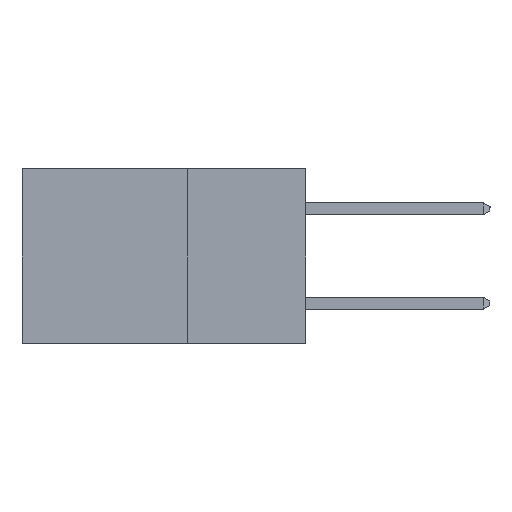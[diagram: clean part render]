
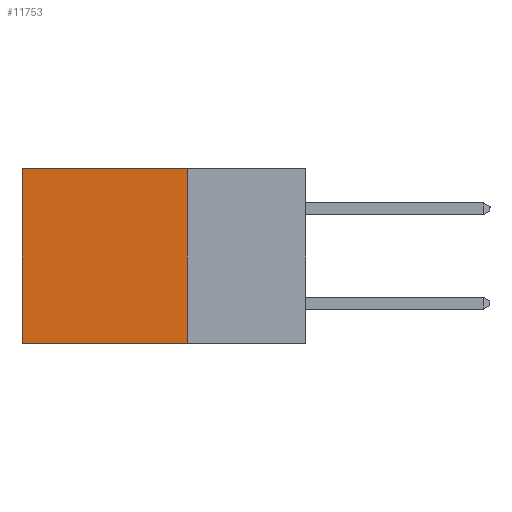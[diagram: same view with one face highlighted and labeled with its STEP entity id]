
A CAD part, left-side view. The second image highlights one B-rep face of the part: STEP entity #11753.
In plain terms, the highlighted planar face has unit normal (-1, 0, 0).
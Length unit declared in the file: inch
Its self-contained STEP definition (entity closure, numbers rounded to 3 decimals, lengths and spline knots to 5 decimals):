
#310 = ORIENTED_EDGE ( 'NONE', *, *, #10217, .F. ) ;
#1713 = AXIS2_PLACEMENT_3D ( 'NONE', #11175, #8984, #1879 ) ;
#1879 = DIRECTION ( 'NONE',  ( 0., 0., -1. ) ) ;
#2214 = CARTESIAN_POINT ( 'NONE',  ( 0.2615, 0.25, 0. ) ) ;
#2942 = VERTEX_POINT ( 'NONE', #12255 ) ;
#3235 = VECTOR ( 'NONE', #13616, 39.37008 ) ;
#4105 = ORIENTED_EDGE ( 'NONE', *, *, #4730, .F. ) ;
#4730 = EDGE_CURVE ( 'NONE', #6753, #13289, #14654, .T. ) ;
#5660 = LINE ( 'NONE', #12840, #6118 ) ;
#5894 = DIRECTION ( 'NONE',  ( 0., 0., -1. ) ) ;
#5917 = CARTESIAN_POINT ( 'NONE',  ( 0.2615, 0.25, 0. ) ) ;
#6118 = VECTOR ( 'NONE', #5894, 39.37008 ) ;
#6645 = EDGE_CURVE ( 'NONE', #11026, #2942, #9160, .T. ) ;
#6753 = VERTEX_POINT ( 'NONE', #11783 ) ;
#6755 = CARTESIAN_POINT ( 'NONE',  ( 0.2615, 0.6, -0.37 ) ) ;
#7446 = ORIENTED_EDGE ( 'NONE', *, *, #12012, .T. ) ;
#7633 = PLANE ( 'NONE',  #1713 ) ;
#7949 = DIRECTION ( 'NONE',  ( 0., 1., 0. ) ) ;
#8243 = VECTOR ( 'NONE', #14785, 39.37008 ) ;
#8769 = FACE_OUTER_BOUND ( 'NONE', #12365, .T. ) ;
#8984 = DIRECTION ( 'NONE',  ( 1., 0., 0. ) ) ;
#9160 = LINE ( 'NONE', #2214, #11723 ) ;
#9355 = LINE ( 'NONE', #13950, #8243 ) ;
#10217 = EDGE_CURVE ( 'NONE', #11026, #6753, #5660, .T. ) ;
#11026 = VERTEX_POINT ( 'NONE', #5917 ) ;
#11175 = CARTESIAN_POINT ( 'NONE',  ( 0.2615, 0.25, -0.37 ) ) ;
#11723 = VECTOR ( 'NONE', #7949, 39.37008 ) ;
#11753 = ADVANCED_FACE ( 'NONE', ( #8769 ), #7633, .F. ) ;
#11783 = CARTESIAN_POINT ( 'NONE',  ( 0.2615, 0.25, -0.37 ) ) ;
#12012 = EDGE_CURVE ( 'NONE', #2942, #13289, #9355, .T. ) ;
#12255 = CARTESIAN_POINT ( 'NONE',  ( 0.2615, 0.6, 0. ) ) ;
#12365 = EDGE_LOOP ( 'NONE', ( #7446, #4105, #310, #14487 ) ) ;
#12399 = CARTESIAN_POINT ( 'NONE',  ( 0.2615, 0.25, -0.37 ) ) ;
#12840 = CARTESIAN_POINT ( 'NONE',  ( 0.2615, 0.25, -0.37 ) ) ;
#13289 = VERTEX_POINT ( 'NONE', #6755 ) ;
#13616 = DIRECTION ( 'NONE',  ( 0., 1., 0. ) ) ;
#13950 = CARTESIAN_POINT ( 'NONE',  ( 0.2615, 0.6, -0.37 ) ) ;
#14487 = ORIENTED_EDGE ( 'NONE', *, *, #6645, .T. ) ;
#14654 = LINE ( 'NONE', #12399, #3235 ) ;
#14785 = DIRECTION ( 'NONE',  ( 0., 0., -1. ) ) ;
